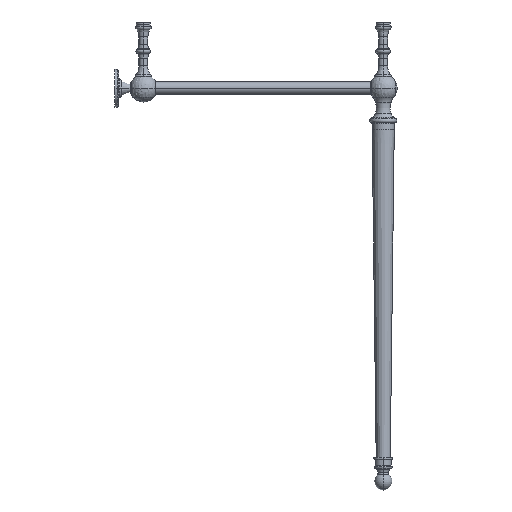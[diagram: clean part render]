
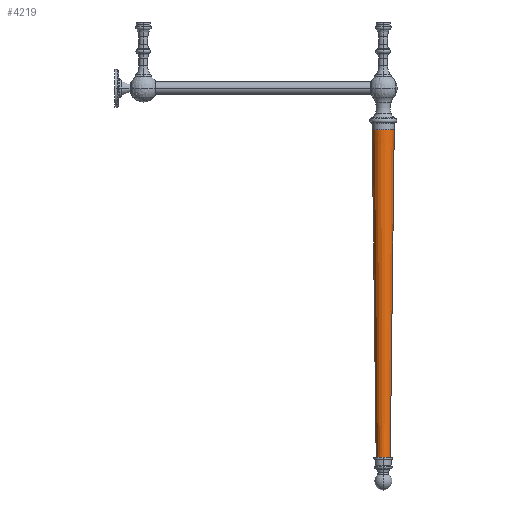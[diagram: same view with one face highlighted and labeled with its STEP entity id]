
A CAD part, left-side view. The second image highlights one B-rep face of the part: STEP entity #4219.
In plain terms, the highlighted conical face has half-angle 0.7 degrees and reference radius 14.25 mm.
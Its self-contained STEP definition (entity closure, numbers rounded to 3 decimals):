
#4117=DIRECTION('',(0.,1.,0.012));
#4118=VECTOR('',#4117,532.04);
#4119=CARTESIAN_POINT('',(0.,-532.,-17.5));
#4120=LINE('',#4119,#4118);
#4121=DIRECTION('',(0.,1.,-0.012));
#4122=VECTOR('',#4121,532.04);
#4123=CARTESIAN_POINT('',(0.,-532.,17.5));
#4124=LINE('',#4123,#4122);
#4125=CARTESIAN_POINT('',(0.,-532.,0.));
#4126=DIRECTION('',(0.,1.,0.));
#4127=DIRECTION('',(0.,0.,-1.));
#4128=AXIS2_PLACEMENT_3D('',#4125,#4126,#4127);
#4130=CARTESIAN_POINT('',(0.,0.,0.));
#4131=DIRECTION('',(0.,1.,0.));
#4132=DIRECTION('',(0.,0.,-1.));
#4133=AXIS2_PLACEMENT_3D('',#4130,#4131,#4132);
#4141=CARTESIAN_POINT('',(0.,-532.,-17.5));
#4143=VERTEX_POINT('',#4141);
#4144=CARTESIAN_POINT('',(0.,0.,-11.));
#4145=VERTEX_POINT('',#4144);
#4147=CARTESIAN_POINT('',(0.,-532.,17.5));
#4149=VERTEX_POINT('',#4147);
#4150=CARTESIAN_POINT('',(0.,0.,11.));
#4151=VERTEX_POINT('',#4150);
#4207=CARTESIAN_POINT('',(0.,-266.,0.));
#4208=DIRECTION('',(0.,-1.,0.));
#4209=DIRECTION('',(0.,0.,1.));
#4210=AXIS2_PLACEMENT_3D('',#4207,#4208,#4209);
#4211=CONICAL_SURFACE('',#4210,14.25,0.7);
#4212=ORIENTED_EDGE('',*,*,#4197,.T.);
#4214=ORIENTED_EDGE('',*,*,#4213,.T.);
#4215=ORIENTED_EDGE('',*,*,#4200,.F.);
#4216=ORIENTED_EDGE('',*,*,#4171,.F.);
#4217=EDGE_LOOP('',(#4212,#4214,#4215,#4216));
#4218=FACE_OUTER_BOUND('',#4217,.F.);
#4219=ADVANCED_FACE('',(#4218),#4211,.T.);
#4129=CIRCLE('',#4128,17.5);
#4134=CIRCLE('',#4133,11.);
#4171=EDGE_CURVE('',#4143,#4149,#4129,.T.);
#4197=EDGE_CURVE('',#4143,#4145,#4120,.T.);
#4200=EDGE_CURVE('',#4149,#4151,#4124,.T.);
#4213=EDGE_CURVE('',#4145,#4151,#4134,.T.);
